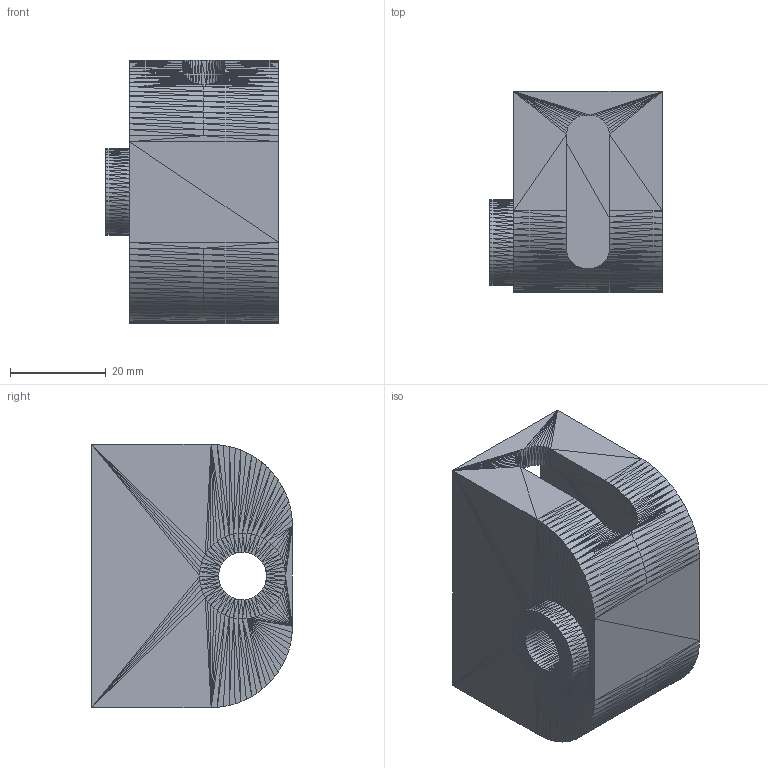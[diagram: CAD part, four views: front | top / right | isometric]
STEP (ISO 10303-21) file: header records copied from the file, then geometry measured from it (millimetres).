
FILE_DESCRIPTION((''),'2;1');
FILE_NAME('HipBraceNew1', '2025-07-29T21:30:32', (''), (''), 'ImageToStl.com STEP Converter','', '');
FILE_SCHEMA(('AUTOMOTIVE_DESIGN_CC2'));
Length unit declared in the file: metre
Products named in the file (1): product0
Bounding box: 36 x 42 x 55 mm (x, y, z)
Surface area: 14826.8 mm2 (no closed solid volume)
Topology: 0 solids, 1096 shells, 1096 faces, 3288 edges, 544 vertices
Faces by surface type: plane 1096
Entity records: 26331 total; most frequent: DIRECTION 5482, ORIENTED_EDGE 3288, EDGE_CURVE 3288, LINE 3288, VECTOR 3288, AXIS2_PLACEMENT_3D 1097, STYLED_ITEM 1097, FACE_SURFACE 1096
